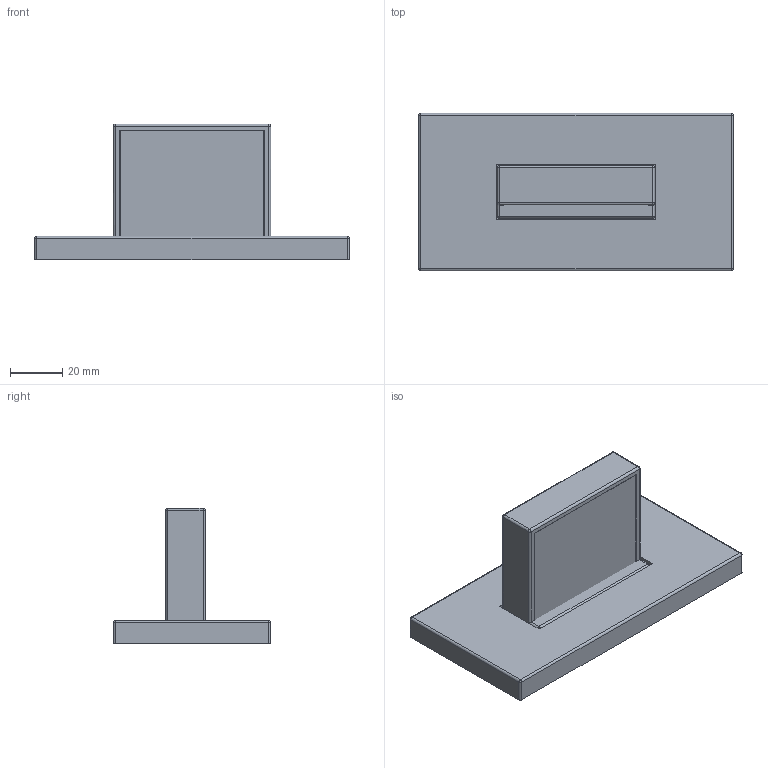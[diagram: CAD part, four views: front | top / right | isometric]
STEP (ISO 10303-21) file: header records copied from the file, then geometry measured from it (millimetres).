
FILE_DESCRIPTION (( 'STEP AP203' ), '1' );
FILE_NAME ('36514979-00.STEP', '2018-07-03T15:17:22', ( '' ), ( '' ), 'SwSTEP 2.0', 'SolidWorks 2017', '' );
FILE_SCHEMA (( 'CONFIG_CONTROL_DESIGN' ));
Length unit declared in the file: millimetre
Products named in the file (4): Planungsmodell_Einsatz-+-09.12.01.085.90-01; 36514979-00; Planungsmodell_Platte-+-09.27.98.022.90-01_K2; Planungsmodell_Gehaeuse-+-09.17.01.230.21-01_K1
Assembly tree (3 placements, depth 2):
  36514979-00
    Planungsmodell_Platte-+-09.27.98.022.90-01_K2
    Planungsmodell_Gehaeuse-+-09.17.01.230.21-01_K1
    Planungsmodell_Einsatz-+-09.12.01.085.90-01
Bounding box: 120 x 60 x 51.8 mm (x, y, z)
Volume: 129390.2 mm3; surface area: 34654.4 mm2
Topology: 3 solids, 3 shells, 60 faces, 137 edges, 74 vertices
Faces by surface type: plane 29, cylinder 21, sphere 10
Entity records: 1987 total; most frequent: DIRECTION 295, CARTESIAN_POINT 273, ORIENTED_EDGE 254, EDGE_CURVE 127, AXIS2_PLACEMENT_3D 104, VECTOR 87, LINE 87, VERTEX_POINT 74
